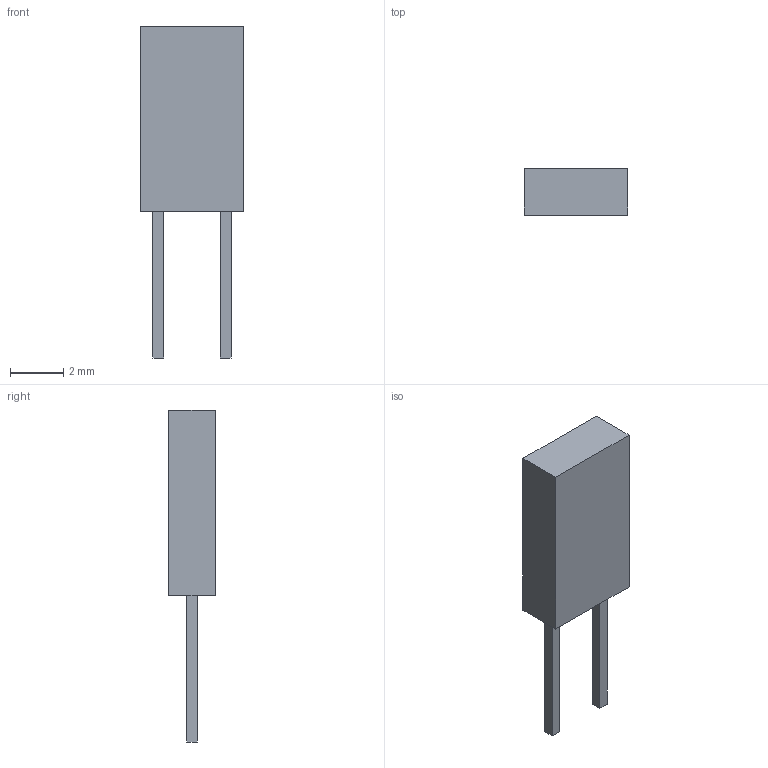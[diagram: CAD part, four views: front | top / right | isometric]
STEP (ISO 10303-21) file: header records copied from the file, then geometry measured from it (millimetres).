
FILE_DESCRIPTION(('FreeCAD Model'),'2;1');
FILE_NAME('LED_Rectangular_W3.9mm_H1.8mm.step','2017-11-25T21:54:44',( 'kicad StepUp'),('ksu MCAD'),'Open CASCADE STEP processor 6.8', 'FreeCAD','Unknown');
FILE_SCHEMA(('AUTOMOTIVE_DESIGN_CC2 { 1 2 10303 214 -1 1 5 4 }'));
Length unit declared in the file: millimetre
Products named in the file (1): LED_Rectangular_W3.9mm_H1.8mm
Bounding box: 3.9 x 1.75 x 12.5 mm (x, y, z)
Volume: 49.5 mm3; surface area: 110.4 mm2
Topology: 1 solids, 1 shells, 16 faces, 36 edges, 24 vertices
Faces by surface type: plane 16
Entity records: 338 total; most frequent: ORIENTED_EDGE 48, CARTESIAN_POINT 41, EDGE_CURVE 36, LINE 36, VERTEX_POINT 24, FACE_BOUND 18, EDGE_LOOP 18, AXIS2_PLACEMENT_3D 17
